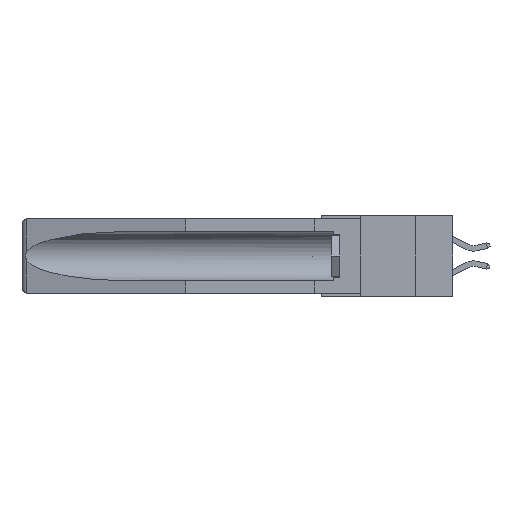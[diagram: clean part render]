
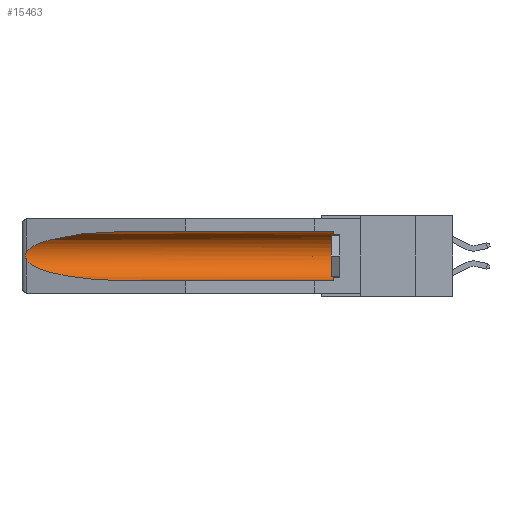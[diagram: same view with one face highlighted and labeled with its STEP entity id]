
A CAD part, left-side view. The second image highlights one B-rep face of the part: STEP entity #15463.
In plain terms, the highlighted cylindrical face has radius 2.857 mm (diameter 5.715 mm), a partial arc.
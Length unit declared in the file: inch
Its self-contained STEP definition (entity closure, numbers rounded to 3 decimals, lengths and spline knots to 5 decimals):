
#19 = CARTESIAN_POINT ( 'NONE',  ( 0.155, -0.30754, -0.059 ) ) ;
#632 = CYLINDRICAL_SURFACE ( 'NONE', #13574, 0.1125 ) ;
#1452 = CARTESIAN_POINT ( 'NONE',  ( 0.155, 1.07973, -0.284 ) ) ;
#1502 = VERTEX_POINT ( 'NONE', #8838 ) ;
#2488 = CARTESIAN_POINT ( 'NONE',  ( 0.26537, 1.52718, -0.19328 ) ) ;
#2812 = EDGE_CURVE ( 'NONE', #7339, #30792, #11970, .T. ) ;
#3200 = CARTESIAN_POINT ( 'NONE',  ( 0.26597, 1.52961, -0.15275 ) ) ;
#3567 = CARTESIAN_POINT ( 'NONE',  ( 0.2673, 1.53269, -0.17917 ) ) ;
#4383 = DIRECTION ( 'NONE',  ( 0., 1., 0. ) ) ;
#4918 =( BOUNDED_CURVE ( )  B_SPLINE_CURVE ( 3, ( #24847, #33066, #27586, #11260 ),
 .UNSPECIFIED., .F., .F. ) 
 B_SPLINE_CURVE_WITH_KNOTS ( ( 4, 4 ),
 ( 4.71239, 6.08839 ),
 .UNSPECIFIED. ) 
 CURVE ( )  GEOMETRIC_REPRESENTATION_ITEM ( )  RATIONAL_B_SPLINE_CURVE ( ( 1., 0.848, 0.848, 1. ) ) 
 REPRESENTATION_ITEM ( '' )  );
#5373 = EDGE_CURVE ( 'NONE', #1502, #30792, #31195, .T. ) ;
#5776 = FACE_OUTER_BOUND ( 'NONE', #8645, .T. ) ;
#6194 = CARTESIAN_POINT ( 'NONE',  ( 0.2675, 1.53308, -0.16763 ) ) ;
#6897 = CARTESIAN_POINT ( 'NONE',  ( 0.155, -0.30754, -0.284 ) ) ;
#7339 = VERTEX_POINT ( 'NONE', #15700 ) ;
#7858 = DIRECTION ( 'NONE',  ( 0., 0., 1. ) ) ;
#7878 = VERTEX_POINT ( 'NONE', #15751 ) ;
#8645 = EDGE_LOOP ( 'NONE', ( #15604, #9726, #24333, #30320, #23463, #25237 ) ) ;
#8705 = CARTESIAN_POINT ( 'NONE',  ( 0.26597, 1.5296, -0.19026 ) ) ;
#8838 = CARTESIAN_POINT ( 'NONE',  ( 0.26537, 1.52718, -0.19328 ) ) ;
#9726 = ORIENTED_EDGE ( 'NONE', *, *, #14584, .T. ) ;
#11260 = CARTESIAN_POINT ( 'NONE',  ( 0.26537, 1.52718, -0.14972 ) ) ;
#11363 = CARTESIAN_POINT ( 'NONE',  ( 0.155, 0.126, -0.1715 ) ) ;
#11910 = VERTEX_POINT ( 'NONE', #22842 ) ;
#11926 = CARTESIAN_POINT ( 'NONE',  ( 0.26655, 1.53094, -0.18657 ) ) ;
#11970 = LINE ( 'NONE', #6897, #13224 ) ;
#13001 = VERTEX_POINT ( 'NONE', #17323 ) ;
#13224 = VECTOR ( 'NONE', #4383, 39.37008 ) ;
#13574 = AXIS2_PLACEMENT_3D ( 'NONE', #21605, #16243, #7858 ) ;
#14552 = CARTESIAN_POINT ( 'NONE',  ( 0.26537, 1.52718, -0.19328 ) ) ;
#14584 = EDGE_CURVE ( 'NONE', #11910, #1502, #30961, .T. ) ;
#14678 = CARTESIAN_POINT ( 'NONE',  ( 0.2675, 1.53308, -0.17534 ) ) ;
#15463 = ADVANCED_FACE ( 'NONE', ( #5776 ), #632, .F. ) ;
#15604 = ORIENTED_EDGE ( 'NONE', *, *, #32756, .T. ) ;
#15700 = CARTESIAN_POINT ( 'NONE',  ( 0.155, 0.126, -0.284 ) ) ;
#15751 = CARTESIAN_POINT ( 'NONE',  ( 0.155, 0.126, -0.059 ) ) ;
#16243 = DIRECTION ( 'NONE',  ( 0., 1., 0. ) ) ;
#16945 = CARTESIAN_POINT ( 'NONE',  ( 0.26654, 1.53092, -0.15636 ) ) ;
#16971 = DIRECTION ( 'NONE',  ( 0., -1., 0. ) ) ;
#17323 = CARTESIAN_POINT ( 'NONE',  ( 0.155, 1.07973, -0.059 ) ) ;
#18635 = CARTESIAN_POINT ( 'NONE',  ( 0.25451, 1.48313, -0.24835 ) ) ;
#21203 = AXIS2_PLACEMENT_3D ( 'NONE', #11363, #16971, #25309 ) ;
#21322 = EDGE_CURVE ( 'NONE', #7339, #7878, #31386, .T. ) ;
#21596 = CARTESIAN_POINT ( 'NONE',  ( 0.155, 1.07973, -0.284 ) ) ;
#21605 = CARTESIAN_POINT ( 'NONE',  ( 0.155, -0.30754, -0.1715 ) ) ;
#22842 = CARTESIAN_POINT ( 'NONE',  ( 0.26537, 1.52718, -0.14972 ) ) ;
#23463 = ORIENTED_EDGE ( 'NONE', *, *, #21322, .T. ) ;
#24333 = ORIENTED_EDGE ( 'NONE', *, *, #5373, .T. ) ;
#24847 = CARTESIAN_POINT ( 'NONE',  ( 0.155, 1.07973, -0.059 ) ) ;
#25057 = CARTESIAN_POINT ( 'NONE',  ( 0.26537, 1.52718, -0.14972 ) ) ;
#25098 = DIRECTION ( 'NONE',  ( 0., 1., 0. ) ) ;
#25237 = ORIENTED_EDGE ( 'NONE', *, *, #30629, .T. ) ;
#25309 = DIRECTION ( 'NONE',  ( 0., 0., 1. ) ) ;
#26995 = LINE ( 'NONE', #19, #28699 ) ;
#27586 = CARTESIAN_POINT ( 'NONE',  ( 0.25451, 1.48313, -0.09465 ) ) ;
#28699 = VECTOR ( 'NONE', #25098, 39.37008 ) ;
#29709 = CARTESIAN_POINT ( 'NONE',  ( 0.21114, 1.30732, -0.284 ) ) ;
#30320 = ORIENTED_EDGE ( 'NONE', *, *, #2812, .F. ) ;
#30543 = CARTESIAN_POINT ( 'NONE',  ( 0.2673, 1.5327, -0.16383 ) ) ;
#30629 = EDGE_CURVE ( 'NONE', #7878, #13001, #26995, .T. ) ;
#30792 = VERTEX_POINT ( 'NONE', #1452 ) ;
#30961 = B_SPLINE_CURVE_WITH_KNOTS ( 'NONE', 3,
 ( #25057, #3200, #16945, #30543, #6194, #14678, #3567, #11926, #8705, #14552 ),
 .UNSPECIFIED., .F., .F.,
 ( 4, 2, 2, 2, 4 ),
 ( 0., 0.00029, 0.00058, 0.00087, 0.00117 ),
 .UNSPECIFIED. ) ;
#31195 =( BOUNDED_CURVE ( )  B_SPLINE_CURVE ( 3, ( #2488, #18635, #29709, #21596 ),
 .UNSPECIFIED., .F., .F. ) 
 B_SPLINE_CURVE_WITH_KNOTS ( ( 4, 4 ),
 ( 0.1948, 1.5708 ),
 .UNSPECIFIED. ) 
 CURVE ( )  GEOMETRIC_REPRESENTATION_ITEM ( )  RATIONAL_B_SPLINE_CURVE ( ( 1., 0.848, 0.848, 1. ) ) 
 REPRESENTATION_ITEM ( '' )  );
#31386 = CIRCLE ( 'NONE', #21203, 0.1125 ) ;
#32756 = EDGE_CURVE ( 'NONE', #13001, #11910, #4918, .T. ) ;
#33066 = CARTESIAN_POINT ( 'NONE',  ( 0.21114, 1.30732, -0.059 ) ) ;
